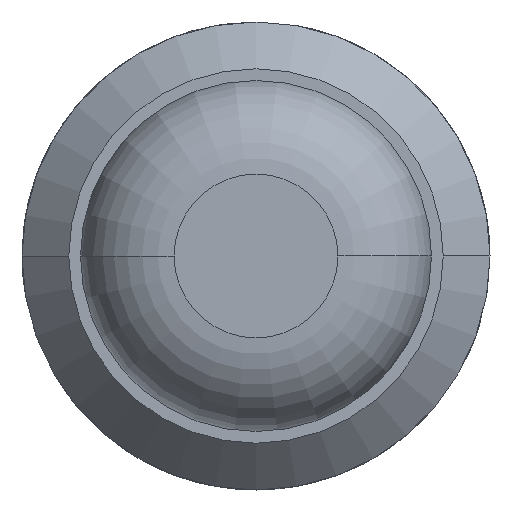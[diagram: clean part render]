
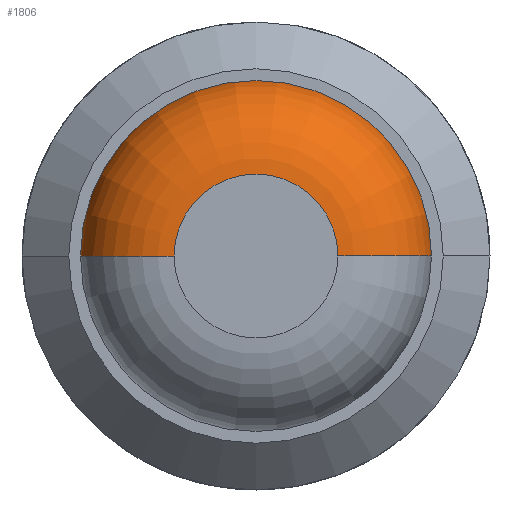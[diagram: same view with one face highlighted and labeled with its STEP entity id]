
A CAD part, front view. The second image highlights one B-rep face of the part: STEP entity #1806.
In plain terms, the highlighted toroidal (fillet/blend) face has major radius 0.175 mm and minor radius 0.2 mm.
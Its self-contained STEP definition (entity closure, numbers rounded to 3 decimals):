
#114 = DIRECTION ( 'NONE',  ( 0., 1., 0. ) ) ;
#192 = DIRECTION ( 'NONE',  ( 0., 0., -1. ) ) ;
#234 = CARTESIAN_POINT ( 'NONE',  ( 0., -35.8, 0. ) ) ;
#276 = CARTESIAN_POINT ( 'NONE',  ( 0.175, -36., 0. ) ) ;
#303 = ORIENTED_EDGE ( 'NONE', *, *, #1435, .F. ) ;
#478 = EDGE_CURVE ( 'NONE', #508, #2455, #1863, .T. ) ;
#480 = DIRECTION ( 'NONE',  ( 0., -1., 0. ) ) ;
#500 = FACE_OUTER_BOUND ( 'NONE', #1949, .T. ) ;
#508 = VERTEX_POINT ( 'NONE', #2772 ) ;
#543 = EDGE_CURVE ( 'Defeature ausgef�hrt1_4+Defeature ausgef�hrt1_10+Defeature ausgef�hrt1_10+Defeature ausgef�hrt1_10', #508, #2989, #2084, .T. ) ;
#551 = CARTESIAN_POINT ( 'NONE',  ( -0.175, -36., 0. ) ) ;
#628 = CARTESIAN_POINT ( 'NONE',  ( -0.175, -35.8, 0. ) ) ;
#805 = DIRECTION ( 'NONE',  ( 1., 0., 0. ) ) ;
#949 = DIRECTION ( 'NONE',  ( -1., 0., 0. ) ) ;
#1240 = DIRECTION ( 'NONE',  ( 0., -1., 0. ) ) ;
#1288 = EDGE_CURVE ( 'NONE', #2989, #1444, #1784, .T. ) ;
#1325 = ORIENTED_EDGE ( 'NONE', *, *, #543, .F. ) ;
#1435 = EDGE_CURVE ( 'Defeature ausgef�hrt1_5+Defeature ausgef�hrt1_10+Defeature ausgef�hrt1_10+Defeature ausgef�hrt1_10', #1444, #2455, #1830, .T. ) ;
#1444 = VERTEX_POINT ( 'NONE', #276 ) ;
#1737 = AXIS2_PLACEMENT_3D ( 'NONE', #3075, #192, #949 ) ;
#1765 = CARTESIAN_POINT ( 'NONE',  ( 0., -35.8, 0. ) ) ;
#1784 = CIRCLE ( 'NONE', #1737, 0.2 ) ;
#1806 = ADVANCED_FACE ( 'Defeature ausgef�hrt1_10', ( #500 ), #3053, .T. ) ;
#1830 = CIRCLE ( 'NONE', #2664, 0.175 ) ;
#1863 = CIRCLE ( 'NONE', #2962, 0.2 ) ;
#1890 = AXIS2_PLACEMENT_3D ( 'NONE', #1765, #114, #2034 ) ;
#1949 = EDGE_LOOP ( 'NONE', ( #1325, #2469, #303, #2099 ) ) ;
#1963 = AXIS2_PLACEMENT_3D ( 'NONE', #234, #480, #2889 ) ;
#2026 = DIRECTION ( 'NONE',  ( 1., 0., 0. ) ) ;
#2034 = DIRECTION ( 'NONE',  ( 1., 0., 0. ) ) ;
#2084 = CIRCLE ( 'NONE', #1890, 0.375 ) ;
#2099 = ORIENTED_EDGE ( 'NONE', *, *, #1288, .F. ) ;
#2216 = CARTESIAN_POINT ( 'NONE',  ( 0., -36., 0. ) ) ;
#2455 = VERTEX_POINT ( 'NONE', #551 ) ;
#2469 = ORIENTED_EDGE ( 'NONE', *, *, #478, .T. ) ;
#2511 = DIRECTION ( 'NONE',  ( 0., 0., 1. ) ) ;
#2664 = AXIS2_PLACEMENT_3D ( 'NONE', #2216, #1240, #805 ) ;
#2772 = CARTESIAN_POINT ( 'NONE',  ( -0.375, -35.8, 0. ) ) ;
#2889 = DIRECTION ( 'NONE',  ( 1., 0., 0. ) ) ;
#2962 = AXIS2_PLACEMENT_3D ( 'NONE', #628, #2511, #2026 ) ;
#2989 = VERTEX_POINT ( 'NONE', #3043 ) ;
#3043 = CARTESIAN_POINT ( 'NONE',  ( 0.375, -35.8, 0. ) ) ;
#3053 = TOROIDAL_SURFACE ( 'NONE', #1963, 0.175, 0.2 ) ;
#3075 = CARTESIAN_POINT ( 'NONE',  ( 0.175, -35.8, 0. ) ) ;
